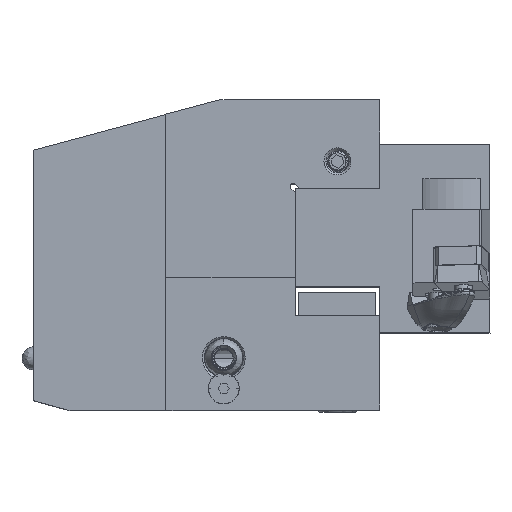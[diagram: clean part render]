
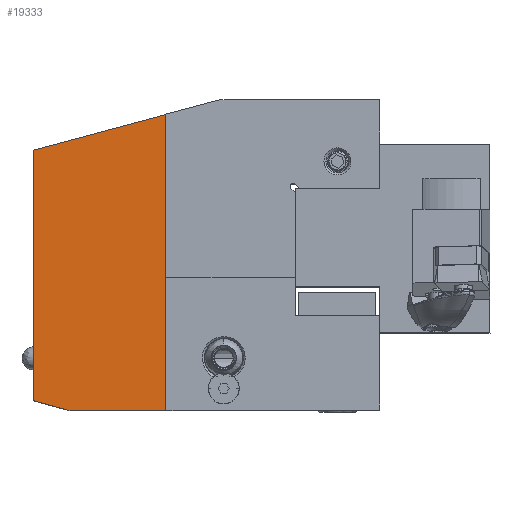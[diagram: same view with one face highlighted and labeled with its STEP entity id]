
A CAD part, top view. The second image highlights one B-rep face of the part: STEP entity #19333.
In plain terms, the highlighted free-form (B-spline) face has degree [1, 1] with [2, 2] control points.
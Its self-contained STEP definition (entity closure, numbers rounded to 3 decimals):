
#16327 = VERTEX_POINT('',#16328);
#16328 = CARTESIAN_POINT('',(-24.026,-84.296,
    50.984));
#16333 = EDGE_CURVE('',#16327,#16334,#16336,.T.);
#16334 = VERTEX_POINT('',#16335);
#16335 = CARTESIAN_POINT('',(-60.481,-84.296,
    50.984));
#16336 = B_SPLINE_CURVE_WITH_KNOTS('',1,(#16337,#16338),.UNSPECIFIED.,
  .F.,.F.,(2,2),(8.,33.17),.PIECEWISE_BEZIER_KNOTS.);
#16337 = CARTESIAN_POINT('',(-24.026,-84.296,
    50.984));
#16338 = CARTESIAN_POINT('',(-60.481,-84.296,
    50.984));
#19316 = VERTEX_POINT('',#19317);
#19317 = CARTESIAN_POINT('',(-73.995,-80.676,
    50.984));
#19324 = EDGE_CURVE('',#16334,#19316,#19325,.T.);
#19325 = B_SPLINE_CURVE_WITH_KNOTS('',1,(#19326,#19327),.UNSPECIFIED.,
  .F.,.F.,(2,2),(-9.659,0.),
  .PIECEWISE_BEZIER_KNOTS.);
#19326 = CARTESIAN_POINT('',(-60.481,-84.296,
    50.984));
#19327 = CARTESIAN_POINT('',(-73.995,-80.676,
    50.984));
#19333 = ADVANCED_FACE('',(#19334),#19357,.T.);
#19334 = FACE_BOUND('',#19335,.T.);
#19335 = EDGE_LOOP('',(#19336,#19343,#19350,#19355,#19356));
#19336 = ORIENTED_EDGE('',*,*,#19337,.T.);
#19337 = EDGE_CURVE('',#16327,#19338,#19340,.T.);
#19338 = VERTEX_POINT('',#19339);
#19339 = CARTESIAN_POINT('',(-24.026,26.857,
    50.984));
#19340 = B_SPLINE_CURVE_WITH_KNOTS('',1,(#19341,#19342),.UNSPECIFIED.,
  .F.,.F.,(2,2),(0.,76.744),
  .PIECEWISE_BEZIER_KNOTS.);
#19341 = CARTESIAN_POINT('',(-24.026,-84.296,
    50.984));
#19342 = CARTESIAN_POINT('',(-24.026,26.857,
    50.984));
#19343 = ORIENTED_EDGE('',*,*,#19344,.T.);
#19344 = EDGE_CURVE('',#19338,#19345,#19347,.T.);
#19345 = VERTEX_POINT('',#19346);
#19346 = CARTESIAN_POINT('',(-73.995,13.468,
    50.984));
#19347 = B_SPLINE_CURVE_WITH_KNOTS('',1,(#19348,#19349),.UNSPECIFIED.,
  .F.,.F.,(2,2),(0.,35.717),
  .PIECEWISE_BEZIER_KNOTS.);
#19348 = CARTESIAN_POINT('',(-24.026,26.857,
    50.984));
#19349 = CARTESIAN_POINT('',(-73.995,13.468,
    50.984));
#19350 = ORIENTED_EDGE('',*,*,#19351,.T.);
#19351 = EDGE_CURVE('',#19345,#19316,#19352,.T.);
#19352 = B_SPLINE_CURVE_WITH_KNOTS('',1,(#19353,#19354),.UNSPECIFIED.,
  .F.,.F.,(2,2),(-67.5,-2.5),.PIECEWISE_BEZIER_KNOTS.);
#19353 = CARTESIAN_POINT('',(-73.995,13.468,
    50.984));
#19354 = CARTESIAN_POINT('',(-73.995,-80.676,
    50.984));
#19355 = ORIENTED_EDGE('',*,*,#19324,.F.);
#19356 = ORIENTED_EDGE('',*,*,#16333,.F.);
#19357 = B_SPLINE_SURFACE_WITH_KNOTS('',1,1,(
    (#19358,#19359)
    ,(#19360,#19361
  )),.UNSPECIFIED.,.F.,.F.,.F.,(2,2),(2,2),(-42.5,-8.),(
    0.,76.744),.PIECEWISE_BEZIER_KNOTS.);
#19358 = CARTESIAN_POINT('',(-73.995,-84.296,
    50.984));
#19359 = CARTESIAN_POINT('',(-73.995,26.857,
    50.984));
#19360 = CARTESIAN_POINT('',(-24.026,-84.296,
    50.984));
#19361 = CARTESIAN_POINT('',(-24.026,26.857,
    50.984));
